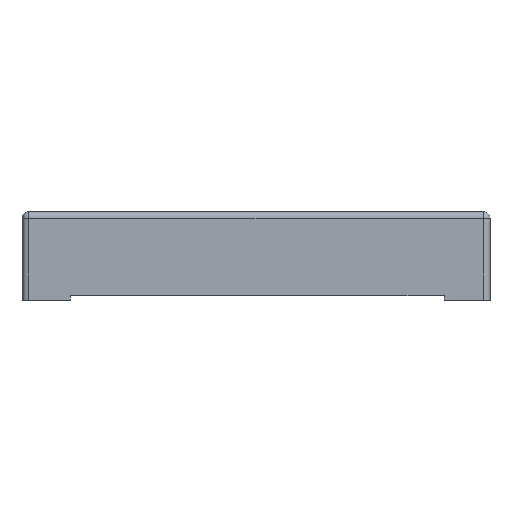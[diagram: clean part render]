
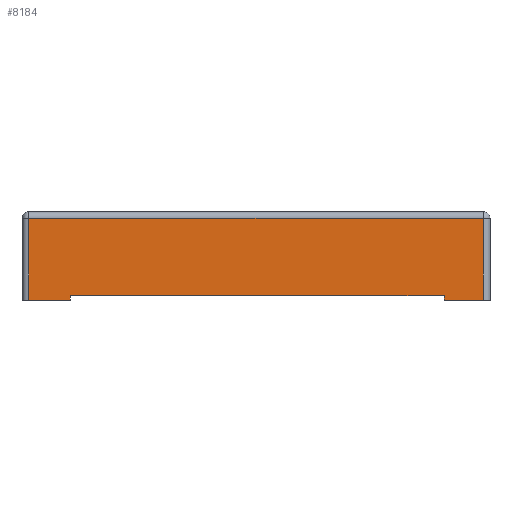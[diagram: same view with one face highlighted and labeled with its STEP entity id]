
A CAD part, front view. The second image highlights one B-rep face of the part: STEP entity #8184.
In plain terms, the highlighted planar face has unit normal (0, -1, 0).
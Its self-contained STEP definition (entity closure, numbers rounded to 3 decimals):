
#444=PLANE('',#8645);
#862=FACE_OUTER_BOUND('',#1398,.T.);
#1398=EDGE_LOOP('',(#7642,#7643,#7644,#7645,#7646,#7647,#7648,#7649));
#2519=LINE('',#20329,#3360);
#2520=LINE('',#20337,#3361);
#2534=LINE('',#20393,#3375);
#2541=LINE('',#20407,#3382);
#2553=LINE('',#20454,#3394);
#2555=LINE('',#20457,#3396);
#2558=LINE('',#20484,#3399);
#2559=LINE('',#20486,#3400);
#3360=VECTOR('',#10219,10.);
#3361=VECTOR('',#10228,10.);
#3375=VECTOR('',#10260,10.);
#3382=VECTOR('',#10273,10.);
#3394=VECTOR('',#10301,10.);
#3396=VECTOR('',#10305,10.);
#3399=VECTOR('',#10352,10.);
#3400=VECTOR('',#10355,10.);
#4140=VERTEX_POINT('',#20326);
#4141=VERTEX_POINT('',#20328);
#4143=VERTEX_POINT('',#20334);
#4144=VERTEX_POINT('',#20336);
#4157=VERTEX_POINT('',#20392);
#4161=VERTEX_POINT('',#20405);
#4168=VERTEX_POINT('',#20453);
#4170=VERTEX_POINT('',#20480);
#5266=EDGE_CURVE('',#4141,#4140,#2519,.T.);
#5270=EDGE_CURVE('',#4144,#4143,#2520,.T.);
#5289=EDGE_CURVE('',#4157,#4144,#2534,.T.);
#5297=EDGE_CURVE('',#4161,#4143,#2541,.T.);
#5311=EDGE_CURVE('',#4168,#4157,#2553,.T.);
#5313=EDGE_CURVE('',#4140,#4168,#2555,.T.);
#5329=EDGE_CURVE('',#4141,#4170,#2558,.T.);
#5330=EDGE_CURVE('',#4170,#4161,#2559,.T.);
#7642=ORIENTED_EDGE('',*,*,#5266,.T.);
#7643=ORIENTED_EDGE('',*,*,#5313,.T.);
#7644=ORIENTED_EDGE('',*,*,#5311,.T.);
#7645=ORIENTED_EDGE('',*,*,#5289,.T.);
#7646=ORIENTED_EDGE('',*,*,#5270,.T.);
#7647=ORIENTED_EDGE('',*,*,#5297,.F.);
#7648=ORIENTED_EDGE('',*,*,#5330,.F.);
#7649=ORIENTED_EDGE('',*,*,#5329,.F.);
#8184=ADVANCED_FACE('',(#862),#444,.T.);
#8645=AXIS2_PLACEMENT_3D('',#20498,#10377,#10378);
#10219=DIRECTION('',(1.,0.,0.));
#10228=DIRECTION('',(1.,0.,0.));
#10260=DIRECTION('',(0.,0.,-1.));
#10273=DIRECTION('',(0.,0.,-1.));
#10301=DIRECTION('',(1.,0.,0.));
#10305=DIRECTION('',(0.,0.,1.));
#10352=DIRECTION('',(0.,0.,1.));
#10355=DIRECTION('',(1.,0.,0.));
#10377=DIRECTION('center_axis',(0.,-1.,0.));
#10378=DIRECTION('ref_axis',(1.,0.,0.));
#20326=CARTESIAN_POINT('',(-55.625,-44.098,14.84));
#20328=CARTESIAN_POINT('',(-68.101,-44.098,14.84));
#20329=CARTESIAN_POINT('',(-35.076,-44.098,14.84));
#20334=CARTESIAN_POINT('',(68.,-44.098,14.84));
#20336=CARTESIAN_POINT('',(56.25,-44.098,14.84));
#20337=CARTESIAN_POINT('',(-35.076,-44.098,14.84));
#20392=CARTESIAN_POINT('',(56.25,-44.098,16.25));
#20393=CARTESIAN_POINT('',(56.25,-44.098,11.795));
#20405=CARTESIAN_POINT('',(68.,-44.098,39.34));
#20407=CARTESIAN_POINT('',(68.,-44.098,7.34));
#20453=CARTESIAN_POINT('',(-55.625,-44.098,16.25));
#20454=CARTESIAN_POINT('',(-62.863,-44.098,16.25));
#20457=CARTESIAN_POINT('',(-55.625,-44.098,10.233));
#20480=CARTESIAN_POINT('',(-68.101,-44.098,39.34));
#20484=CARTESIAN_POINT('',(-68.101,-44.098,7.34));
#20486=CARTESIAN_POINT('',(-35.076,-44.098,39.34));
#20498=CARTESIAN_POINT('Origin',(-70.101,-44.098,7.34));
